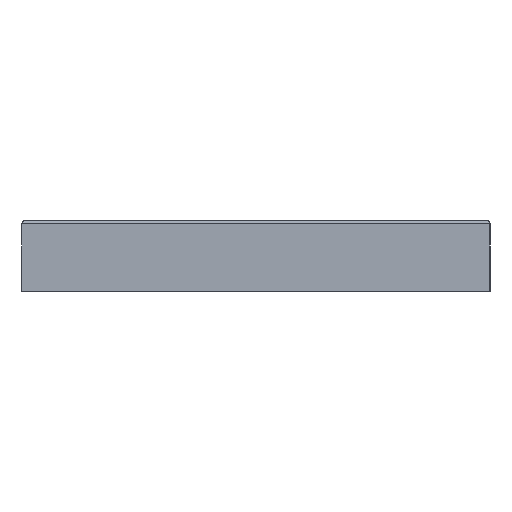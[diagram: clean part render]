
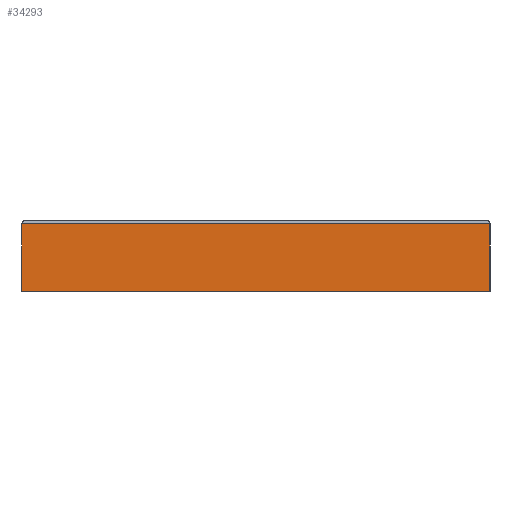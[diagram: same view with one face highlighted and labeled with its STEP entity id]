
A CAD part, left-side view. The second image highlights one B-rep face of the part: STEP entity #34293.
In plain terms, the highlighted planar face has unit normal (-1, 0, 0).
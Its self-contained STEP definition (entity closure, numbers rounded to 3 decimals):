
#4555=FACE_OUTER_BOUND('',#6521,.T.);
#6521=EDGE_LOOP('',(#28227,#28228,#28229,#28230));
#10308=LINE('',#58620,#13487);
#10309=LINE('',#58624,#13488);
#10310=LINE('',#58626,#13489);
#10311=LINE('',#58627,#13490);
#13487=VECTOR('',#48139,10.);
#13488=VECTOR('',#48144,10.);
#13489=VECTOR('',#48145,10.);
#13490=VECTOR('',#48146,10.);
#16776=VERTEX_POINT('',#58617);
#16777=VERTEX_POINT('',#58619);
#16778=VERTEX_POINT('',#58623);
#16779=VERTEX_POINT('',#58625);
#21650=EDGE_CURVE('',#16776,#16777,#10308,.T.);
#21652=EDGE_CURVE('',#16776,#16778,#10309,.T.);
#21653=EDGE_CURVE('',#16779,#16778,#10310,.T.);
#21654=EDGE_CURVE('',#16779,#16777,#10311,.T.);
#28227=ORIENTED_EDGE('',*,*,#21650,.F.);
#28228=ORIENTED_EDGE('',*,*,#21652,.T.);
#28229=ORIENTED_EDGE('',*,*,#21653,.F.);
#28230=ORIENTED_EDGE('',*,*,#21654,.T.);
#32342=PLANE('',#37984);
#34293=ADVANCED_FACE('',(#4555),#32342,.T.);
#37984=AXIS2_PLACEMENT_3D('',#58622,#48142,#48143);
#48139=DIRECTION('',(0.,-1.,0.));
#48142=DIRECTION('center_axis',(-1.,0.,0.));
#48143=DIRECTION('ref_axis',(0.,-1.,0.));
#48144=DIRECTION('',(0.,0.,-1.));
#48145=DIRECTION('',(0.,1.,0.));
#48146=DIRECTION('',(0.,0.,1.));
#58617=CARTESIAN_POINT('',(-2.,2.,12.6));
#58619=CARTESIAN_POINT('',(-2.,-126.46,12.6));
#58620=CARTESIAN_POINT('',(-2.,-30.115,12.6));
#58622=CARTESIAN_POINT('Origin',(-2.,2.,0.));
#58623=CARTESIAN_POINT('',(-2.,2.,-6.));
#58624=CARTESIAN_POINT('',(-2.,2.,0.));
#58625=CARTESIAN_POINT('',(-2.,-126.46,-6.));
#58626=CARTESIAN_POINT('',(-2.,-62.23,-6.));
#58627=CARTESIAN_POINT('',(-2.,-126.46,0.));
